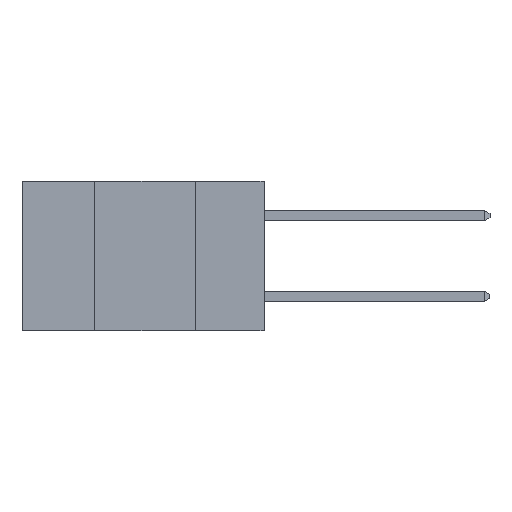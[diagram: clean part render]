
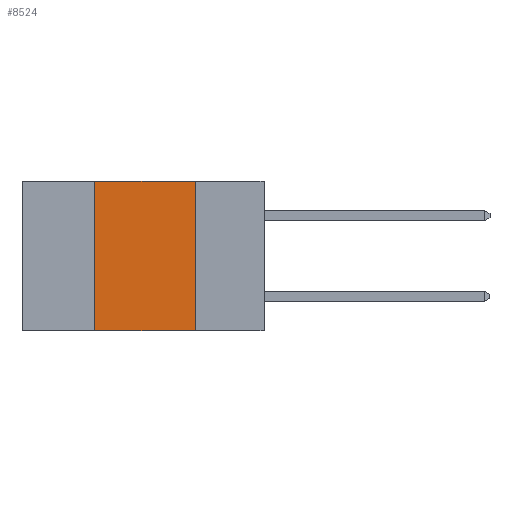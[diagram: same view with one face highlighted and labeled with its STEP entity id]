
A CAD part, left-side view. The second image highlights one B-rep face of the part: STEP entity #8524.
In plain terms, the highlighted planar face has unit normal (-1, 0, 0).
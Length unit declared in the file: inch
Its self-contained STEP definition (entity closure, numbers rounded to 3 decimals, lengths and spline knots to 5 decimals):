
#454 = LINE ( 'NONE', #10860, #10116 ) ;
#735 = VERTEX_POINT ( 'NONE', #8274 ) ;
#1082 = EDGE_CURVE ( 'NONE', #1387, #735, #454, .T. ) ;
#1250 = CARTESIAN_POINT ( 'NONE',  ( 0., 0.17, 0. ) ) ;
#1387 = VERTEX_POINT ( 'NONE', #1250 ) ;
#1634 = AXIS2_PLACEMENT_3D ( 'NONE', #4221, #4212, #4161 ) ;
#1893 = LINE ( 'NONE', #11025, #6011 ) ;
#1896 = VERTEX_POINT ( 'NONE', #7475 ) ;
#2859 = VECTOR ( 'NONE', #3398, 39.37008 ) ;
#3206 = CARTESIAN_POINT ( 'NONE',  ( 0., 0.6, -0.37 ) ) ;
#3398 = DIRECTION ( 'NONE',  ( 0., -1., 0. ) ) ;
#3648 = ORIENTED_EDGE ( 'NONE', *, *, #5966, .F. ) ;
#3824 = DIRECTION ( 'NONE',  ( 0., 0., 1. ) ) ;
#3997 = CARTESIAN_POINT ( 'NONE',  ( 0., 0.42, 0. ) ) ;
#4161 = DIRECTION ( 'NONE',  ( 0., 0., -1. ) ) ;
#4212 = DIRECTION ( 'NONE',  ( 1., 0., 0. ) ) ;
#4221 = CARTESIAN_POINT ( 'NONE',  ( 0., 0.6, 0. ) ) ;
#4249 = PLANE ( 'NONE',  #1634 ) ;
#5139 = ORIENTED_EDGE ( 'NONE', *, *, #8608, .T. ) ;
#5446 = VERTEX_POINT ( 'NONE', #7323 ) ;
#5939 = LINE ( 'NONE', #3997, #10460 ) ;
#5966 = EDGE_CURVE ( 'NONE', #5446, #1387, #1893, .T. ) ;
#6011 = VECTOR ( 'NONE', #7407, 39.37008 ) ;
#7313 = ORIENTED_EDGE ( 'NONE', *, *, #8567, .F. ) ;
#7323 = CARTESIAN_POINT ( 'NONE',  ( 0., 0.42, 0. ) ) ;
#7407 = DIRECTION ( 'NONE',  ( 0., -1., 0. ) ) ;
#7461 = ORIENTED_EDGE ( 'NONE', *, *, #1082, .F. ) ;
#7475 = CARTESIAN_POINT ( 'NONE',  ( 0., 0.42, -0.37 ) ) ;
#7799 = LINE ( 'NONE', #3206, #2859 ) ;
#8042 = EDGE_LOOP ( 'NONE', ( #7461, #3648, #7313, #5139 ) ) ;
#8274 = CARTESIAN_POINT ( 'NONE',  ( 0., 0.17, -0.37 ) ) ;
#8524 = ADVANCED_FACE ( 'NONE', ( #10777 ), #4249, .F. ) ;
#8567 = EDGE_CURVE ( 'NONE', #1896, #5446, #5939, .T. ) ;
#8608 = EDGE_CURVE ( 'NONE', #1896, #735, #7799, .T. ) ;
#10116 = VECTOR ( 'NONE', #10924, 39.37008 ) ;
#10460 = VECTOR ( 'NONE', #3824, 39.37008 ) ;
#10777 = FACE_OUTER_BOUND ( 'NONE', #8042, .T. ) ;
#10860 = CARTESIAN_POINT ( 'NONE',  ( 0., 0.17, 0. ) ) ;
#10924 = DIRECTION ( 'NONE',  ( 0., 0., -1. ) ) ;
#11025 = CARTESIAN_POINT ( 'NONE',  ( 0., 0.6, 0. ) ) ;
